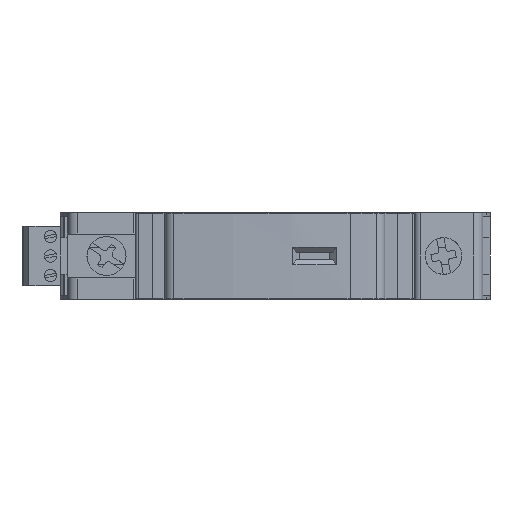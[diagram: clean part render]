
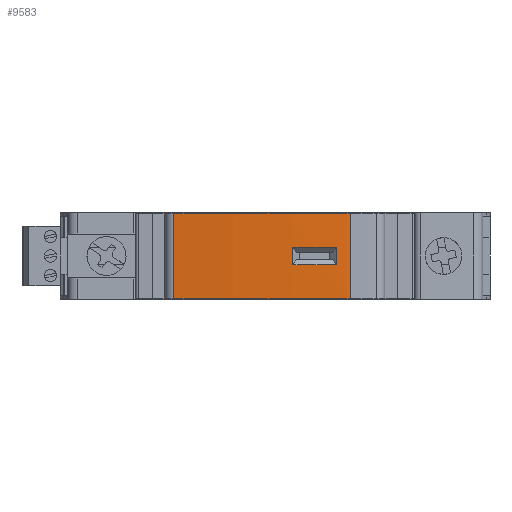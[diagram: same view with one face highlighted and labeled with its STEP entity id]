
A CAD part, left-side view. The second image highlights one B-rep face of the part: STEP entity #9583.
In plain terms, the highlighted cylindrical face has radius 200 mm (diameter 400 mm), a partial arc.
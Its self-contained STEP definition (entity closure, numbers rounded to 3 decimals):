
#1491=CARTESIAN_POINT('',(130.6,0.,-8.8));
#1492=DIRECTION('',(0.,0.,1.));
#1493=DIRECTION('',(-0.995,0.104,0.));
#1494=AXIS2_PLACEMENT_3D('',#1491,#1492,#1493);
#1904=CARTESIAN_POINT('',(130.6,0.,8.8));
#1905=DIRECTION('',(0.,0.,1.));
#1906=DIRECTION('',(-0.995,0.104,0.));
#1907=AXIS2_PLACEMENT_3D('',#1904,#1905,#1906);
#2618=DIRECTION('',(0.,0.,1.));
#2619=VECTOR('',#2618,17.6);
#2620=CARTESIAN_POINT('',(-68.81,-15.348,-8.8));
#2621=LINE('',#2620,#2619);
#2622=DIRECTION('',(0.,0.,1.));
#2623=VECTOR('',#2622,17.6);
#2624=CARTESIAN_POINT('',(-68.325,20.707,-8.8));
#2625=LINE('',#2624,#2623);
#2626=CARTESIAN_POINT('',(130.6,0.,1.75));
#2627=DIRECTION('',(0.,0.,1.));
#2628=DIRECTION('',(-1.,-0.018,0.));
#2629=AXIS2_PLACEMENT_3D('',#2626,#2627,#2628);
#2631=DIRECTION('',(0.,0.,1.));
#2632=VECTOR('',#2631,3.5);
#2633=CARTESIAN_POINT('',(-69.367,-3.637,-1.75));
#2634=LINE('',#2633,#2632);
#2635=CARTESIAN_POINT('',(130.6,0.,-1.75));
#2636=DIRECTION('',(0.,0.,-1.));
#2637=DIRECTION('',(-0.998,-0.063,0.));
#2638=AXIS2_PLACEMENT_3D('',#2635,#2636,#2637);
#2640=DIRECTION('',(0.,0.,-1.));
#2641=VECTOR('',#2640,3.5);
#2642=CARTESIAN_POINT('',(-68.998,-12.673,1.75));
#2643=LINE('',#2642,#2641);
#5724=CARTESIAN_POINT('',(-68.325,20.707,-8.8));
#5726=VERTEX_POINT('',#5724);
#5727=CARTESIAN_POINT('',(-68.81,-15.348,-8.8));
#5728=VERTEX_POINT('',#5727);
#5752=CARTESIAN_POINT('',(-68.325,20.707,8.8));
#5754=VERTEX_POINT('',#5752);
#5755=CARTESIAN_POINT('',(-68.81,-15.348,8.8));
#5756=VERTEX_POINT('',#5755);
#6615=CARTESIAN_POINT('',(-69.367,-3.637,
1.75));
#6616=CARTESIAN_POINT('',(-68.998,-12.673,
1.75));
#6617=VERTEX_POINT('',#6615);
#6618=VERTEX_POINT('',#6616);
#6619=CARTESIAN_POINT('',(-68.998,-12.673,
-1.75));
#6620=CARTESIAN_POINT('',(-69.367,-3.637,
-1.75));
#6621=VERTEX_POINT('',#6619);
#6622=VERTEX_POINT('',#6620);
#9561=CARTESIAN_POINT('',(130.6,0.,-8.8));
#9562=DIRECTION('',(0.,0.,1.));
#9563=DIRECTION('',(1.,0.,0.));
#9564=AXIS2_PLACEMENT_3D('',#9561,#9562,#9563);
#9565=CYLINDRICAL_SURFACE('',#9564,200.);
#9566=ORIENTED_EDGE('',*,*,#8195,.F.);
#9568=ORIENTED_EDGE('',*,*,#9567,.T.);
#9569=ORIENTED_EDGE('',*,*,#8456,.T.);
#9570=ORIENTED_EDGE('',*,*,#9554,.F.);
#9571=EDGE_LOOP('',(#9566,#9568,#9569,#9570));
#9572=FACE_OUTER_BOUND('',#9571,.F.);
#9574=ORIENTED_EDGE('',*,*,#9573,.F.);
#9576=ORIENTED_EDGE('',*,*,#9575,.F.);
#9578=ORIENTED_EDGE('',*,*,#9577,.F.);
#9580=ORIENTED_EDGE('',*,*,#9579,.F.);
#9581=EDGE_LOOP('',(#9574,#9576,#9578,#9580));
#9582=FACE_BOUND('',#9581,.F.);
#9583=ADVANCED_FACE('',(#9572,#9582),#9565,.T.);
#1495=CIRCLE('',#1494,200.);
#1908=CIRCLE('',#1907,200.);
#2630=CIRCLE('',#2629,200.);
#2639=CIRCLE('',#2638,200.);
#8195=EDGE_CURVE('',#5726,#5728,#1495,.T.);
#8456=EDGE_CURVE('',#5754,#5756,#1908,.T.);
#9554=EDGE_CURVE('',#5728,#5756,#2621,.T.);
#9567=EDGE_CURVE('',#5726,#5754,#2625,.T.);
#9573=EDGE_CURVE('',#6617,#6618,#2630,.T.);
#9575=EDGE_CURVE('',#6622,#6617,#2634,.T.);
#9577=EDGE_CURVE('',#6621,#6622,#2639,.T.);
#9579=EDGE_CURVE('',#6618,#6621,#2643,.T.);
